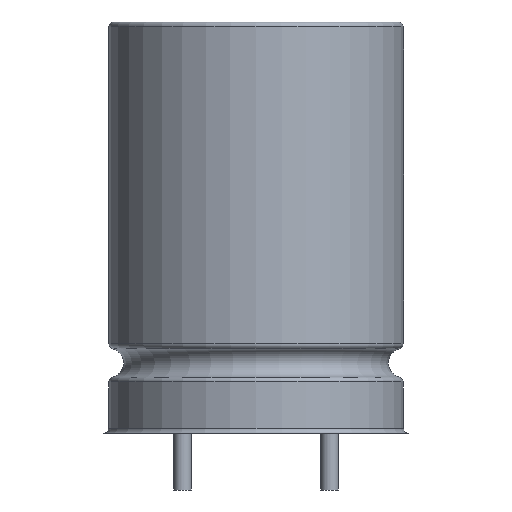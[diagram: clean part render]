
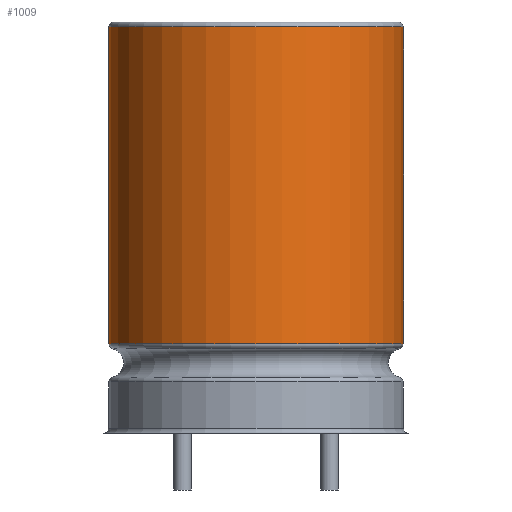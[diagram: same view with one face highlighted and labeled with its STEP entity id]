
A CAD part, front view. The second image highlights one B-rep face of the part: STEP entity #1009.
In plain terms, the highlighted cylindrical face has radius 5 mm (diameter 10 mm), a full revolution.
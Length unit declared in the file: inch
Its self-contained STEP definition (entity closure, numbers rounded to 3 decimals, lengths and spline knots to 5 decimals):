
#87=LINE('',#1640,#166);
#166=VECTOR('',#1315,0.19685);
#245=CYLINDRICAL_SURFACE('',#1129,0.19685);
#281=FACE_OUTER_BOUND('',#358,.T.);
#358=EDGE_LOOP('',(#762,#763,#764,#765));
#435=CIRCLE('',#1127,0.19685);
#437=CIRCLE('',#1130,0.19685);
#492=VERTEX_POINT('',#1634);
#493=VERTEX_POINT('',#1638);
#593=EDGE_CURVE('',#492,#492,#435,.T.);
#595=EDGE_CURVE('',#493,#493,#437,.T.);
#596=EDGE_CURVE('',#493,#492,#87,.T.);
#762=ORIENTED_EDGE('',*,*,#595,.F.);
#763=ORIENTED_EDGE('',*,*,#596,.T.);
#764=ORIENTED_EDGE('',*,*,#593,.T.);
#765=ORIENTED_EDGE('',*,*,#596,.F.);
#1009=ADVANCED_FACE('',(#281),#245,.T.);
#1127=AXIS2_PLACEMENT_3D('',#1635,#1307,#1308);
#1129=AXIS2_PLACEMENT_3D('',#1637,#1311,#1312);
#1130=AXIS2_PLACEMENT_3D('',#1639,#1313,#1314);
#1307=DIRECTION('center_axis',(0.,0.,
1.));
#1308=DIRECTION('ref_axis',(1.,0.,0.));
#1311=DIRECTION('center_axis',(0.,0.,1.));
#1312=DIRECTION('ref_axis',(1.,0.,0.));
#1313=DIRECTION('center_axis',(0.,0.,1.));
#1314=DIRECTION('ref_axis',(1.,0.,0.));
#1315=DIRECTION('',(0.,0.,-1.));
#1634=CARTESIAN_POINT('',(-0.19685,0.,0.11988));
#1635=CARTESIAN_POINT('Origin',(0.,0.,
0.11988));
#1637=CARTESIAN_POINT('Origin',(0.,0.,0.33216));
#1638=CARTESIAN_POINT('',(-0.19685,0.,0.54444));
#1639=CARTESIAN_POINT('Origin',(0.,0.,
0.54444));
#1640=CARTESIAN_POINT('',(-0.19685,0.,0.33216));
